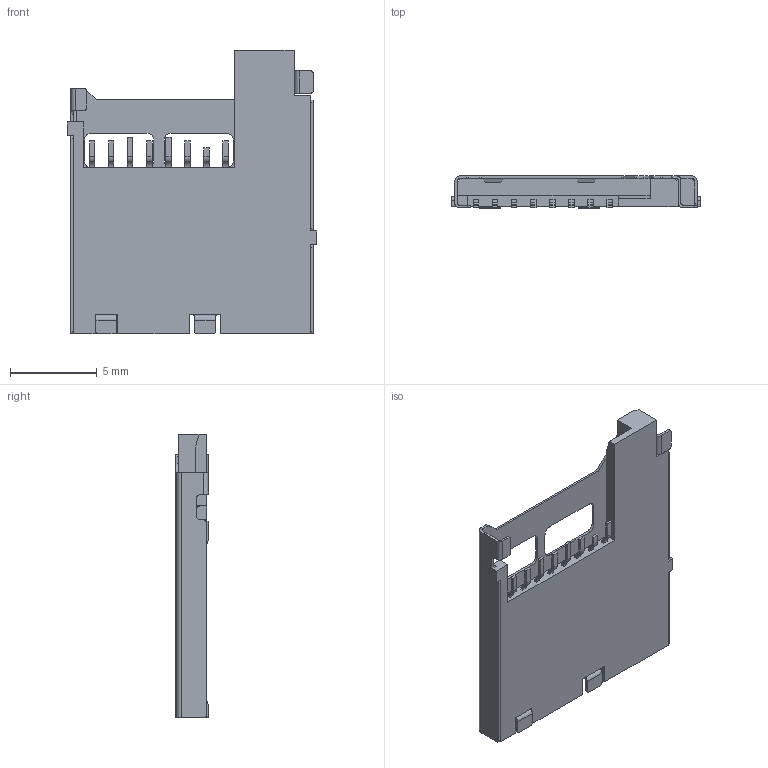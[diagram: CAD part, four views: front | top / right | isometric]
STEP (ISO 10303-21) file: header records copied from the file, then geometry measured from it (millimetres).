
FILE_DESCRIPTION (( 'STEP AP214' ), '1' );
FILE_NAME ('GTFP08422BEU.STEP', '2022-07-19T14:54:56', ( '' ), ( '' ), 'SwSTEP 2.0', 'SolidWorks 2017', '' );
FILE_SCHEMA (( 'AUTOMOTIVE_DESIGN' ));
Length unit declared in the file: millimetre
Products named in the file (1): GTFP08422BEU
Bounding box: 14.4 x 1.85 x 16.4 mm (x, y, z)
Volume: 185.7 mm3; surface area: 896.1 mm2
Topology: 13 solids, 13 shells, 322 faces, 870 edges, 575 vertices
Faces by surface type: plane 201, cylinder 121
Entity records: 10276 total; most frequent: CARTESIAN_POINT 1883, ORIENTED_EDGE 1740, DIRECTION 1699, EDGE_CURVE 870, LINE 627, VECTOR 627, VERTEX_POINT 575, AXIS2_PLACEMENT_3D 536
